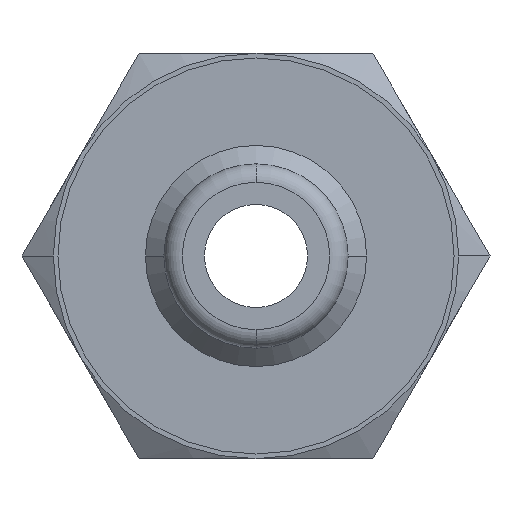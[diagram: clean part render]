
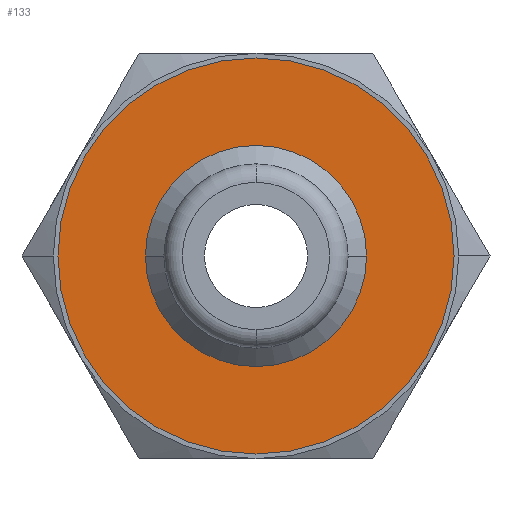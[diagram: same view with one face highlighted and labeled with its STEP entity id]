
A CAD part, front view. The second image highlights one B-rep face of the part: STEP entity #133.
In plain terms, the highlighted planar face has unit normal (0, -1, 0).
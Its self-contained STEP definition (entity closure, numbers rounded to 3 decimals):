
#133=ADVANCED_FACE('',(#283,#284),#285,.T.);
#283=FACE_OUTER_BOUND('',#448,.T.);
#284=FACE_BOUND('',#449,.T.);
#285=PLANE('',#450);
#448=EDGE_LOOP('',(#760,#761));
#449=EDGE_LOOP('',(#762,#763));
#450=AXIS2_PLACEMENT_3D('',#764,#765,#766);
#760=ORIENTED_EDGE('',*,*,#972,.T.);
#761=ORIENTED_EDGE('',*,*,#1055,.T.);
#762=ORIENTED_EDGE('',*,*,#1056,.F.);
#763=ORIENTED_EDGE('',*,*,#1057,.F.);
#764=CARTESIAN_POINT('',(0.0,20.0,0.0));
#765=DIRECTION('',(0.0,-1.0,0.0));
#766=DIRECTION('',(-1.0,0.0,0.0));
#972=EDGE_CURVE('',#1151,#1156,#1158,.T.);
#1055=EDGE_CURVE('',#1156,#1151,#1270,.T.);
#1056=EDGE_CURVE('',#1271,#1272,#1273,.T.);
#1057=EDGE_CURVE('',#1272,#1271,#1274,.T.);
#1151=VERTEX_POINT('',#1466);
#1156=VERTEX_POINT('',#1472);
#1158=CIRCLE('',#1475,10.75);
#1270=CIRCLE('',#1751,10.75);
#1271=VERTEX_POINT('',#1752);
#1272=VERTEX_POINT('',#1753);
#1273=CIRCLE('',#1754,6.0);
#1274=CIRCLE('',#1755,6.0);
#1466=CARTESIAN_POINT('',(10.75,20.0,0.0));
#1472=CARTESIAN_POINT('',(-10.75,20.0,0.));
#1475=AXIS2_PLACEMENT_3D('',#1886,#1887,#1888);
#1751=AXIS2_PLACEMENT_3D('',#1982,#1983,#1984);
#1752=CARTESIAN_POINT('',(-6.0,20.0,0.));
#1753=CARTESIAN_POINT('',(6.0,20.0,0.));
#1754=AXIS2_PLACEMENT_3D('',#1985,#1986,#1987);
#1755=AXIS2_PLACEMENT_3D('',#1988,#1989,#1990);
#1886=CARTESIAN_POINT('',(0.0,20.0,0.0));
#1887=DIRECTION('',(0.0,-1.0,0.0));
#1888=DIRECTION('',(1.0,0.0,0.0));
#1982=CARTESIAN_POINT('',(0.0,20.0,0.0));
#1983=DIRECTION('',(0.0,-1.0,0.0));
#1984=DIRECTION('',(1.0,0.0,0.0));
#1985=CARTESIAN_POINT('',(0.0,20.0,0.0));
#1986=DIRECTION('',(0.0,-1.0,0.0));
#1987=DIRECTION('',(1.0,0.0,0.0));
#1988=CARTESIAN_POINT('',(0.0,20.0,0.0));
#1989=DIRECTION('',(0.0,-1.0,0.0));
#1990=DIRECTION('',(1.0,0.0,0.0));
